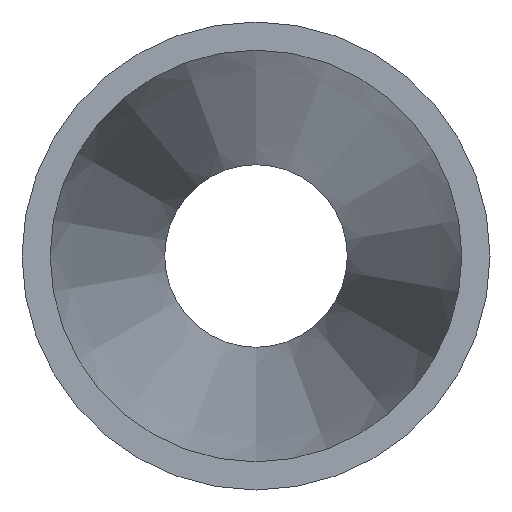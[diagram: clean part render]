
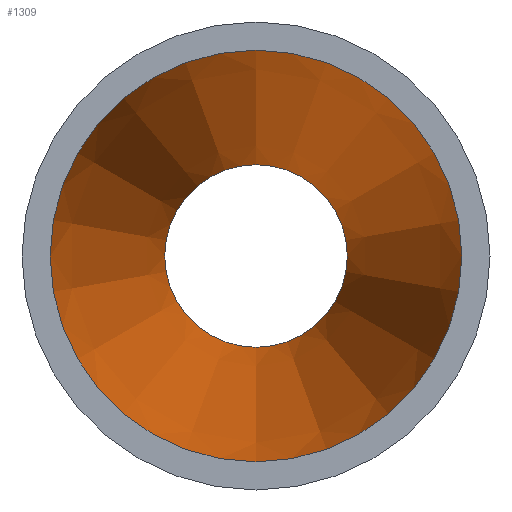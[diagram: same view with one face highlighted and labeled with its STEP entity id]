
A CAD part, front view. The second image highlights one B-rep face of the part: STEP entity #1309.
In plain terms, the highlighted conical face has half-angle 9.369 degrees and reference radius 14.823 mm.
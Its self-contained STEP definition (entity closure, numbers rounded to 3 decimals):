
#269 = DIRECTION ( 'NONE',  ( 0., -1., 0. ) ) ;
#774 = DIRECTION ( 'NONE',  ( 0., 0., -1. ) ) ;
#1126 = FACE_OUTER_BOUND ( 'NONE', #4207, .T. ) ;
#1309 = ADVANCED_FACE ( 'NONE', ( #4314, #1126 ), #9290, .F. ) ;
#1947 = AXIS2_PLACEMENT_3D ( 'NONE', #7426, #4067, #5202 ) ;
#2205 = ORIENTED_EDGE ( 'NONE', *, *, #6303, .T. ) ;
#4067 = DIRECTION ( 'NONE',  ( 0., -1., 0. ) ) ;
#4188 = DIRECTION ( 'NONE',  ( 0., -1., 0. ) ) ;
#4207 = EDGE_LOOP ( 'NONE', ( #2205 ) ) ;
#4241 = EDGE_CURVE ( 'NONE', #10944, #10944, #7040, .T. ) ;
#4250 = DIRECTION ( 'NONE',  ( 0., 0., -1. ) ) ;
#4314 = FACE_BOUND ( 'NONE', #4490, .T. ) ;
#4490 = EDGE_LOOP ( 'NONE', ( #13067 ) ) ;
#5202 = DIRECTION ( 'NONE',  ( 0., 0., -1. ) ) ;
#5651 = VERTEX_POINT ( 'NONE', #13035 ) ;
#6303 = EDGE_CURVE ( 'NONE', #5651, #5651, #10008, .T. ) ;
#6813 = CARTESIAN_POINT ( 'NONE',  ( 0., 50., -6.573 ) ) ;
#7040 = CIRCLE ( 'NONE', #1947, 6.573 ) ;
#7426 = CARTESIAN_POINT ( 'NONE',  ( 0., 50., 0. ) ) ;
#8406 = AXIS2_PLACEMENT_3D ( 'NONE', #12777, #269, #4250 ) ;
#9290 = CONICAL_SURFACE ( 'NONE', #8406, 14.823, 0.164 ) ;
#10008 = CIRCLE ( 'NONE', #11328, 14.823 ) ;
#10944 = VERTEX_POINT ( 'NONE', #6813 ) ;
#11328 = AXIS2_PLACEMENT_3D ( 'NONE', #12716, #4188, #774 ) ;
#12716 = CARTESIAN_POINT ( 'NONE',  ( 0., 0., 0. ) ) ;
#12777 = CARTESIAN_POINT ( 'NONE',  ( 0., 0., 0. ) ) ;
#13035 = CARTESIAN_POINT ( 'NONE',  ( 0., 0., -14.823 ) ) ;
#13067 = ORIENTED_EDGE ( 'NONE', *, *, #4241, .F. ) ;
